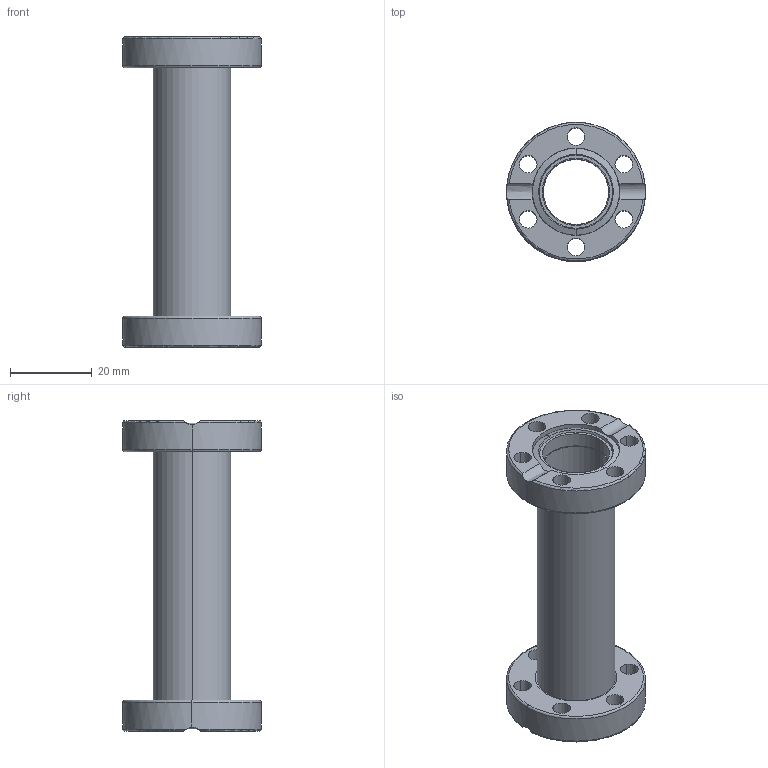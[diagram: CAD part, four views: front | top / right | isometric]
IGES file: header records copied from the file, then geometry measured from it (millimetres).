
Global section: file name: No Iges File Name specified; native system: AutoDesk Inventor R12.0; preprocessor: AutoDesk Inventor Iges Exporter R12.0; date: 20090415.095213; units: millimetre
Bounding box: 34 x 34 x 76 mm (x, y, z)
Volume: 13854.5 mm3; surface area: 14312.1 mm2
Topology: 4 solids, 4 shells, 98 faces, 246 edges, 158 vertices
Faces by surface type: bspline 37, revolution 23, torus 14, plane 12, cylinder 8, cone 4
